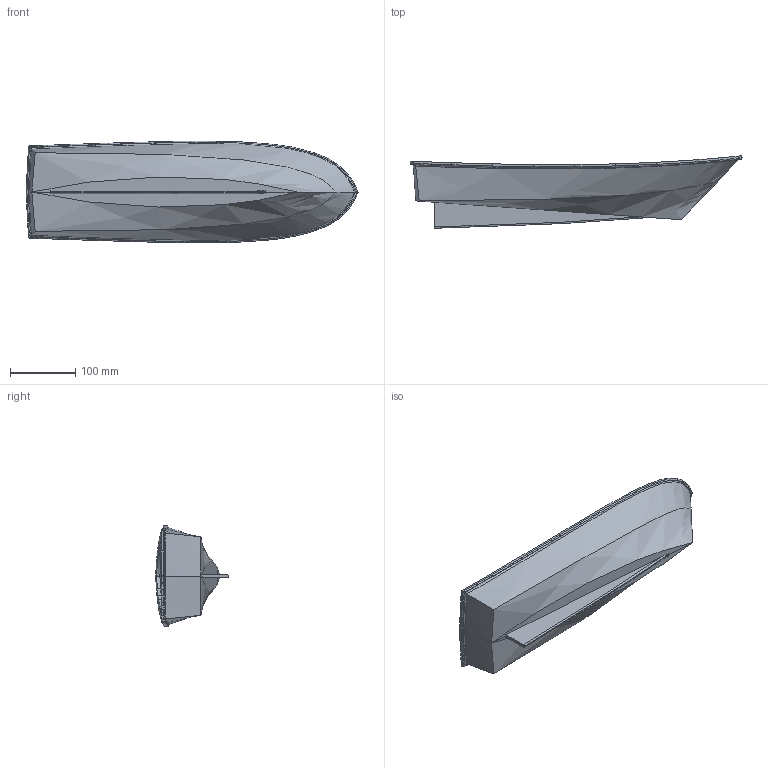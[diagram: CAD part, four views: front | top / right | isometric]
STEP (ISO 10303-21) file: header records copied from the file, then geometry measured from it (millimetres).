
FILE_DESCRIPTION(/* description */ (''),/* implementation_level */ '2;1');
FILE_NAME(/* name */ '',/* time_stamp */ '2026-02-14T19:58:49+01:00',/* author */ (''),/* organization */ (''),/* preprocessor_version */ 'ST-DEVELOPER v20.1',/* originating_system */ 'Autodesk Translation Framework v14.21.0.0',/* authorisation */ '');
FILE_SCHEMA (('AUTOMOTIVE_DESIGN { 1 0 10303 214 3 1 1 }'));
Products named in the file (1): kadłub
Bounding box: 509.09 x 111.22 x 155.74 mm (x, y, z)
Volume: 613955.1 mm3; surface area: 249544.3 mm2
Topology: 1 solids, 1 shells, 202 faces, 603 edges, 404 vertices
Faces by surface type: bspline 199, plane 3
Entity records: 32921 total; most frequent: CARTESIAN_POINT 29086, ORIENTED_EDGE 1206, EDGE_CURVE 603, B_SPLINE_CURVE_WITH_KNOTS 484, VERTEX_POINT 404, EDGE_LOOP 203, FACE_OUTER_BOUND 202, ADVANCED_FACE 202
